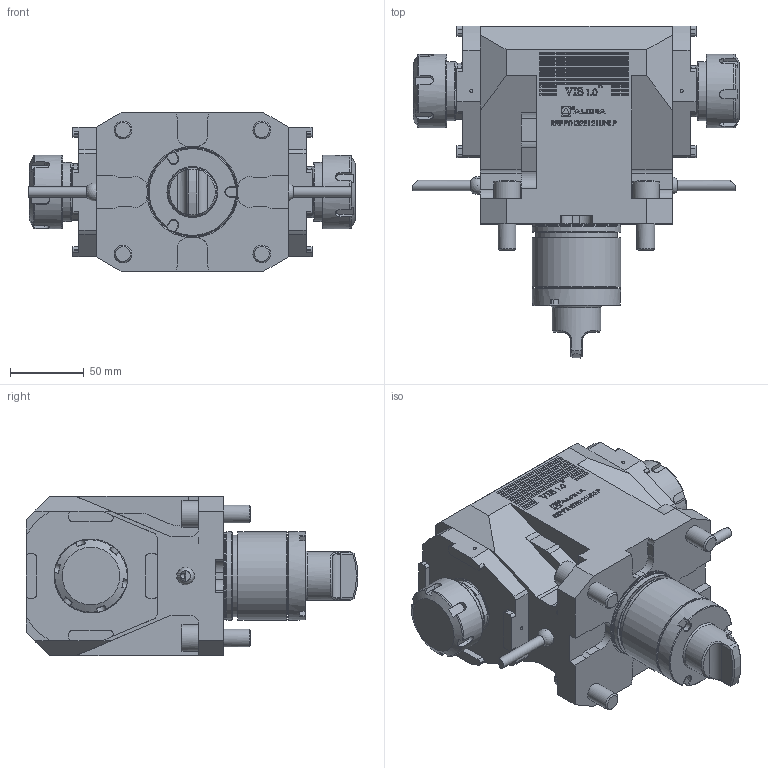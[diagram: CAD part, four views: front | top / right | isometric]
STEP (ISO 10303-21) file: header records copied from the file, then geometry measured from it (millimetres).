
FILE_DESCRIPTION (( 'STEP AP214' ), '1' );
FILE_NAME ('RRPPTH32E121UNLP.STEP', '2025-09-02T05:42:10', ( '' ), ( '' ), 'SwSTEP 2.0', 'SolidWorks 2023', '' );
FILE_SCHEMA (( 'AUTOMOTIVE_DESIGN' ));
Length unit declared in the file: millimetre
Products named in the file (1): RRPPTH32E121UNLP
Bounding box: 221.41 x 224.8 x 108 mm (x, y, z)
Volume: 2127627.9 mm3; surface area: 139550.7 mm2
Topology: 1 solids, 1 shells, 1119 faces, 2971 edges, 1970 vertices
Faces by surface type: plane 737, cylinder 172, bspline 148, cone 30, torus 30, sphere 2
Full cylindrical faces by diameter (mm): 1.7 x1, 2.1 x1, 4 x2, 6.366 x1, 7 x2, 12 x4, 18 x4, 33 x1, 40 x2, 50 x2, 55.2 x1, 59.5 x1, 59.7 x1, 59.8 x1, 59.9 x1
Entity records: 46613 total; most frequent: CARTESIAN_POINT 16774, ORIENTED_EDGE 5778, DIRECTION 4699, EDGE_CURVE 2889, LINE 2001, VECTOR 2001, VERTEX_POINT 1944, AXIS2_PLACEMENT_3D 1349
